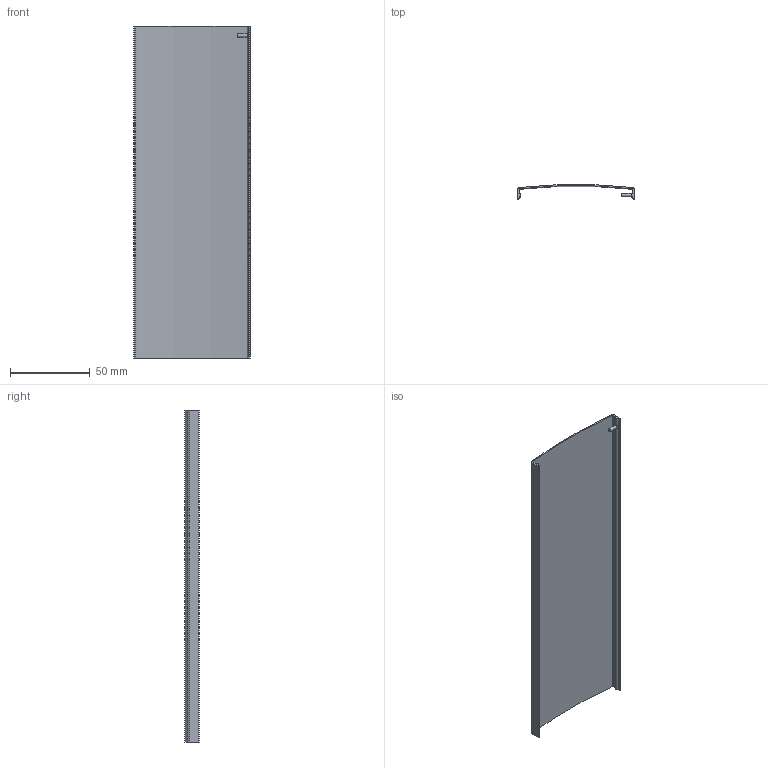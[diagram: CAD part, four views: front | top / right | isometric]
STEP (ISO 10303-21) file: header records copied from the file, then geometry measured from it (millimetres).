
FILE_DESCRIPTION(/* description */ ('STEP AP214'),/* implementation_level */ '2;1');
FILE_NAME(/* name */ '570828_EASC-G1-75-200',/* time_stamp */ '2024-08-27T10:52:41+02:00',/* author */ ('License CC BY-ND 4.0'),/* organization */ ('CADENAS'),/* preprocessor_version */ 'ST-DEVELOPER v19.3',/* originating_system */ 'PARTsolutions',/* authorisation */ ' ');
FILE_SCHEMA (('AUTOMOTIVE_DESIGN {1 0 10303 214 3 1 1}'));
Length unit declared in the file: millimetre
Products named in the file (3): 570828 EASC-G1-75-200; 750632 EASC-G1-75-200---(P1); DIN 965 AM2x8
Assembly tree (2 placements, depth 2):
  570828 EASC-G1-75-200
    750632 EASC-G1-75-200---(P1)
    DIN 965 AM2x8
Bounding box: 73 x 8.78 x 208 mm (x, y, z)
Volume: 15029.3 mm3; surface area: 36307.3 mm2
Topology: 2 solids, 2 shells, 54 faces, 146 edges, 95 vertices
Faces by surface type: plane 27, cylinder 22, cone 4, torus 1
Full cylindrical faces by diameter (mm): 1.347 x1, 2 x1, 3.8 x1
Entity records: 1744 total; most frequent: CARTESIAN_POINT 323, DIRECTION 285, ORIENTED_EDGE 274, EDGE_CURVE 137, AXIS2_PLACEMENT_3D 100, VERTEX_POINT 94, LINE 85, VECTOR 85
